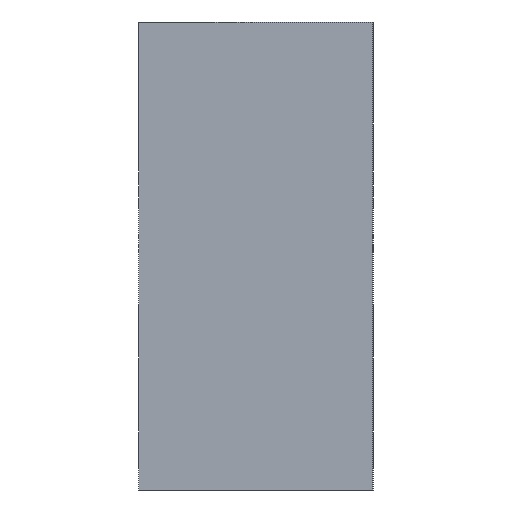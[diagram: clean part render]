
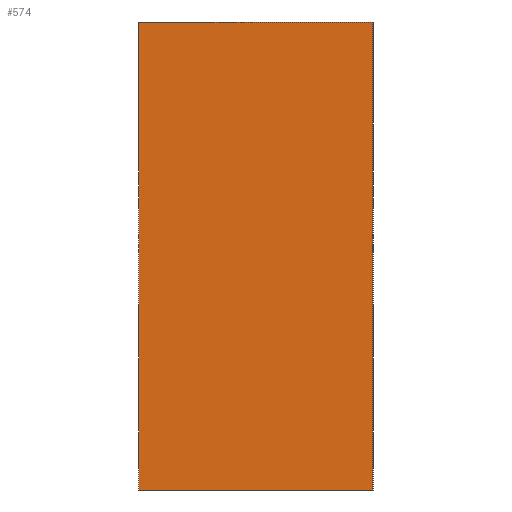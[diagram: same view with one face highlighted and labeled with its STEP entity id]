
A CAD part, left-side view. The second image highlights one B-rep face of the part: STEP entity #574.
In plain terms, the highlighted planar face has unit normal (-1, 0, 0).
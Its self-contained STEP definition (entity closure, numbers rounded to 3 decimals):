
#75 = FACE_OUTER_BOUND ( 'NONE', #832, .T. ) ;
#175 = PLANE ( 'NONE',  #1030 ) ;
#186 = ORIENTED_EDGE ( 'NONE', *, *, #463, .F. ) ;
#194 = ORIENTED_EDGE ( 'NONE', *, *, #231, .T. ) ;
#231 = EDGE_CURVE ( 'NONE', #606, #939, #302, .T. ) ;
#245 = DIRECTION ( 'NONE',  ( 0., -1., 0. ) ) ;
#251 = CARTESIAN_POINT ( 'NONE',  ( -23.5, -3., 6. ) ) ;
#302 = LINE ( 'NONE', #826, #943 ) ;
#330 = VECTOR ( 'NONE', #929, 1000. ) ;
#340 = VERTEX_POINT ( 'NONE', #811 ) ;
#463 = EDGE_CURVE ( 'NONE', #340, #895, #637, .T. ) ;
#465 = LINE ( 'NONE', #887, #890 ) ;
#478 = DIRECTION ( 'NONE',  ( 1., 0., 0. ) ) ;
#488 = DIRECTION ( 'NONE',  ( 0., 0., -1. ) ) ;
#499 = CARTESIAN_POINT ( 'NONE',  ( -23.5, -3., -6. ) ) ;
#503 = CARTESIAN_POINT ( 'NONE',  ( -23.5, 3., -6. ) ) ;
#574 = ADVANCED_FACE ( 'NONE', ( #75 ), #175, .F. ) ;
#579 = EDGE_CURVE ( 'NONE', #340, #606, #942, .T. ) ;
#606 = VERTEX_POINT ( 'NONE', #503 ) ;
#637 = LINE ( 'NONE', #1022, #828 ) ;
#677 = CARTESIAN_POINT ( 'NONE',  ( -23.5, 3., -6. ) ) ;
#689 = CARTESIAN_POINT ( 'NONE',  ( -23.5, 3., -6. ) ) ;
#807 = ORIENTED_EDGE ( 'NONE', *, *, #999, .F. ) ;
#811 = CARTESIAN_POINT ( 'NONE',  ( -23.5, 3., 6. ) ) ;
#826 = CARTESIAN_POINT ( 'NONE',  ( -23.5, 3., -6. ) ) ;
#827 = DIRECTION ( 'NONE',  ( 0., 0., 1. ) ) ;
#828 = VECTOR ( 'NONE', #1015, 1000. ) ;
#832 = EDGE_LOOP ( 'NONE', ( #807, #186, #841, #194 ) ) ;
#841 = ORIENTED_EDGE ( 'NONE', *, *, #579, .T. ) ;
#887 = CARTESIAN_POINT ( 'NONE',  ( -23.5, -3., -6. ) ) ;
#890 = VECTOR ( 'NONE', #488, 1000. ) ;
#895 = VERTEX_POINT ( 'NONE', #251 ) ;
#929 = DIRECTION ( 'NONE',  ( 0., 0., -1. ) ) ;
#939 = VERTEX_POINT ( 'NONE', #499 ) ;
#942 = LINE ( 'NONE', #689, #330 ) ;
#943 = VECTOR ( 'NONE', #245, 1000. ) ;
#999 = EDGE_CURVE ( 'NONE', #895, #939, #465, .T. ) ;
#1015 = DIRECTION ( 'NONE',  ( 0., -1., 0. ) ) ;
#1022 = CARTESIAN_POINT ( 'NONE',  ( -23.5, 3., 6. ) ) ;
#1030 = AXIS2_PLACEMENT_3D ( 'NONE', #677, #478, #827 ) ;
